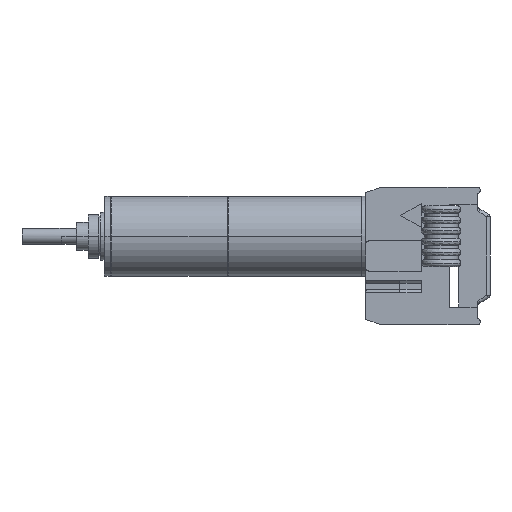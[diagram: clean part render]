
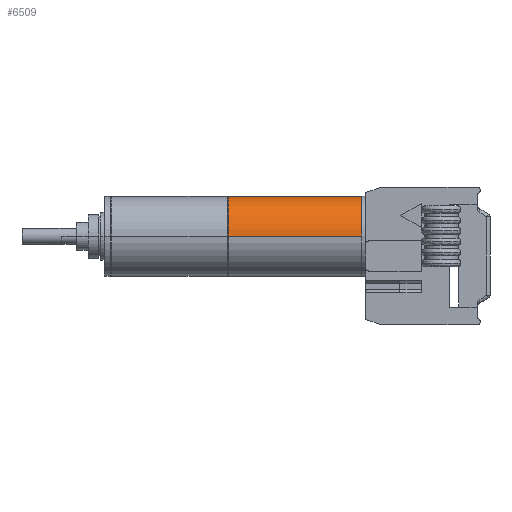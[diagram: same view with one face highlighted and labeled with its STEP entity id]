
A CAD part, front view. The second image highlights one B-rep face of the part: STEP entity #6509.
In plain terms, the highlighted cylindrical face has radius 5 mm (diameter 10 mm), a partial arc.
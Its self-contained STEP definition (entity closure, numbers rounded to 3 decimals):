
#1=CARTESIAN_POINT('',(20.5,0.,0.));
#2=DIRECTION('',(1.,0.,0.));
#3=DIRECTION('',(0.,1.,0.));
#4=AXIS2_PLACEMENT_3D('',#1,#2,#3);
#6=DIRECTION('',(-1.,0.,0.));
#7=VECTOR('',#6,16.68);
#8=CARTESIAN_POINT('',(20.5,5.,0.));
#9=LINE('',#8,#7);
#10=DIRECTION('',(1.,0.,0.));
#11=VECTOR('',#10,16.68);
#12=CARTESIAN_POINT('',(3.82,-5.,0.));
#13=LINE('',#12,#11);
#32=CARTESIAN_POINT('',(3.82,0.,0.));
#33=DIRECTION('',(1.,0.,0.));
#34=DIRECTION('',(0.,1.,0.));
#35=AXIS2_PLACEMENT_3D('',#32,#33,#34);
#6112=CARTESIAN_POINT('',(20.5,5.,0.));
#6113=CARTESIAN_POINT('',(20.5,-5.,0.));
#6114=VERTEX_POINT('',#6112);
#6115=VERTEX_POINT('',#6113);
#6394=CARTESIAN_POINT('',(3.82,5.,0.));
#6396=VERTEX_POINT('',#6394);
#6414=CARTESIAN_POINT('',(3.82,-5.,0.));
#6416=VERTEX_POINT('',#6414);
#6494=CARTESIAN_POINT('',(0.,0.,0.));
#6495=DIRECTION('',(1.,0.,0.));
#6496=DIRECTION('',(0.,-1.,0.));
#6497=AXIS2_PLACEMENT_3D('',#6494,#6495,#6496);
#6498=CYLINDRICAL_SURFACE('',#6497,5.);
#6500=ORIENTED_EDGE('',*,*,#6499,.F.);
#6502=ORIENTED_EDGE('',*,*,#6501,.F.);
#6504=ORIENTED_EDGE('',*,*,#6503,.F.);
#6506=ORIENTED_EDGE('',*,*,#6505,.T.);
#6507=EDGE_LOOP('',(#6500,#6502,#6504,#6506));
#6508=FACE_OUTER_BOUND('',#6507,.F.);
#6509=ADVANCED_FACE('',(#6508),#6498,.T.);
#5=CIRCLE('',#4,5.);
#36=CIRCLE('',#35,5.);
#6499=EDGE_CURVE('',#6416,#6115,#13,.T.);
#6501=EDGE_CURVE('',#6396,#6416,#36,.T.);
#6503=EDGE_CURVE('',#6114,#6396,#9,.T.);
#6505=EDGE_CURVE('',#6114,#6115,#5,.T.);
